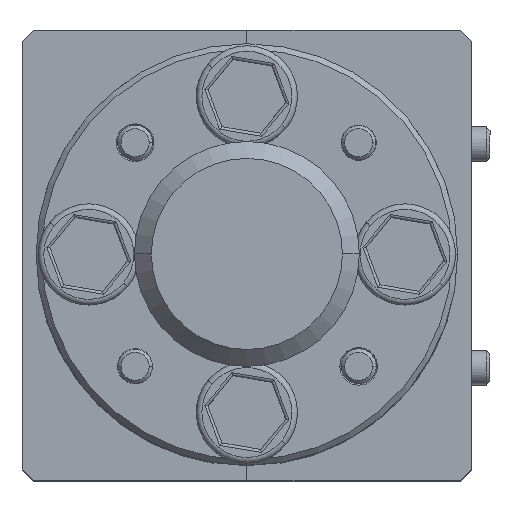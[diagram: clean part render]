
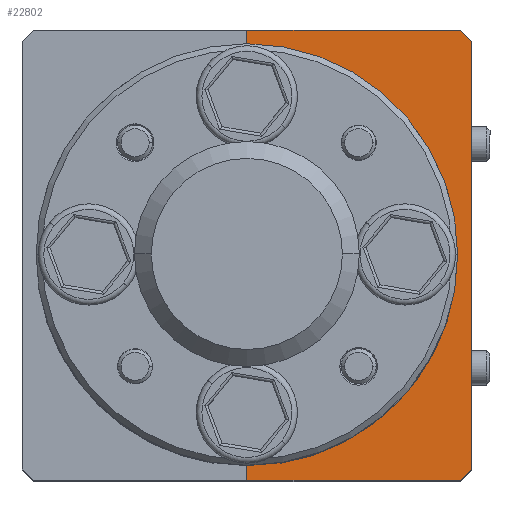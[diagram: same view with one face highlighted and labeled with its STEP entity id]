
A CAD part, top view. The second image highlights one B-rep face of the part: STEP entity #22802.
In plain terms, the highlighted planar face has unit normal (0, 0, 1).
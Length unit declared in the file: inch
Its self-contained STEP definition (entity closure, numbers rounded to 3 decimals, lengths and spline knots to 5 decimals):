
#263 = VERTEX_POINT ( 'NONE', #1066 ) ;
#298 = CARTESIAN_POINT ( 'NONE',  ( 0.04177, -0.33743, -1.45 ) ) ;
#570 = DIRECTION ( 'NONE',  ( -0.707, 0.707, 0. ) ) ;
#1066 = CARTESIAN_POINT ( 'NONE',  ( 0., -0.4, -1.45 ) ) ;
#1743 = DIRECTION ( 'NONE',  ( 0., -1., 0. ) ) ;
#2534 = CARTESIAN_POINT ( 'NONE',  ( 0.4, -0.38, -1.45 ) ) ;
#2797 = CARTESIAN_POINT ( 'NONE',  ( 0.38, -0.4, -1.45 ) ) ;
#3041 = EDGE_CURVE ( 'NONE', #5055, #23287, #23720, .T. ) ;
#3547 = AXIS2_PLACEMENT_3D ( 'NONE', #25507, #25313, #27709 ) ;
#3879 = CARTESIAN_POINT ( 'NONE',  ( 0.04177, 0.33742, -1.45 ) ) ;
#4198 = CARTESIAN_POINT ( 'NONE',  ( 0.4, -0.4, -1.45 ) ) ;
#4252 = CIRCLE ( 'NONE', #3547, 0.07 ) ;
#4345 = ORIENTED_EDGE ( 'NONE', *, *, #5252, .F. ) ;
#4377 = CARTESIAN_POINT ( 'NONE',  ( 0., 0.4, -1.45 ) ) ;
#4843 = EDGE_CURVE ( 'NONE', #7234, #5977, #21722, .T. ) ;
#4931 = ORIENTED_EDGE ( 'NONE', *, *, #16981, .F. ) ;
#5055 = VERTEX_POINT ( 'NONE', #2534 ) ;
#5252 = EDGE_CURVE ( 'NONE', #10210, #28230, #10493, .T. ) ;
#5641 = CARTESIAN_POINT ( 'NONE',  ( 0.49, 0.29, -1.45 ) ) ;
#5966 = CARTESIAN_POINT ( 'NONE',  ( 0., 0.35125, -1.45 ) ) ;
#5977 = VERTEX_POINT ( 'NONE', #8681 ) ;
#6337 = VERTEX_POINT ( 'NONE', #18357 ) ;
#6662 = LINE ( 'NONE', #4377, #8889 ) ;
#6683 = LINE ( 'NONE', #29623, #17539 ) ;
#6686 = DIRECTION ( 'NONE',  ( 0., 0., 1. ) ) ;
#6855 = DIRECTION ( 'NONE',  ( 0., 0., 1. ) ) ;
#7017 = EDGE_CURVE ( 'NONE', #6337, #263, #16364, .T. ) ;
#7077 = CARTESIAN_POINT ( 'NONE',  ( 0.38, 0.4, -1.45 ) ) ;
#7234 = VERTEX_POINT ( 'NONE', #7077 ) ;
#7344 = ORIENTED_EDGE ( 'NONE', *, *, #21935, .T. ) ;
#7698 = AXIS2_PLACEMENT_3D ( 'NONE', #28411, #21283, #11988 ) ;
#7752 = CARTESIAN_POINT ( 'NONE',  ( 0.4, 0.4, -1.45 ) ) ;
#8125 = ORIENTED_EDGE ( 'NONE', *, *, #15557, .F. ) ;
#8436 = CIRCLE ( 'NONE', #30749, 0.07 ) ;
#8570 = VERTEX_POINT ( 'NONE', #5966 ) ;
#8681 = CARTESIAN_POINT ( 'NONE',  ( 0., 0.4, -1.45 ) ) ;
#8698 = PLANE ( 'NONE',  #20491 ) ;
#8785 = VECTOR ( 'NONE', #20991, 39.37008 ) ;
#8889 = VECTOR ( 'NONE', #1743, 39.37008 ) ;
#8922 = CARTESIAN_POINT ( 'NONE',  ( 0., 0., -1.45 ) ) ;
#8992 = CARTESIAN_POINT ( 'NONE',  ( 0.2, 0., -1.45 ) ) ;
#10150 = DIRECTION ( 'NONE',  ( 0., -1., 0. ) ) ;
#10210 = VERTEX_POINT ( 'NONE', #18053 ) ;
#10247 = VECTOR ( 'NONE', #17502, 39.37008 ) ;
#10294 = CARTESIAN_POINT ( 'NONE',  ( 0.33742, -0.04177, -1.45 ) ) ;
#10477 = VERTEX_POINT ( 'NONE', #2797 ) ;
#10493 = CIRCLE ( 'NONE', #14543, 0.34 ) ;
#11467 = FACE_OUTER_BOUND ( 'NONE', #27952, .T. ) ;
#11988 = DIRECTION ( 'NONE',  ( 0., -1., 0. ) ) ;
#12189 = CARTESIAN_POINT ( 'NONE',  ( 0.28125, 0., -1.45 ) ) ;
#13168 = CARTESIAN_POINT ( 'NONE',  ( 0., 0., -1.45 ) ) ;
#13916 = DIRECTION ( 'NONE',  ( 0., -1., 0. ) ) ;
#14537 = CARTESIAN_POINT ( 'NONE',  ( 0., 0.4, -1.45 ) ) ;
#14543 = AXIS2_PLACEMENT_3D ( 'NONE', #13168, #6686, #15767 ) ;
#15337 = DIRECTION ( 'NONE',  ( 0.707, 0.707, 0. ) ) ;
#15557 = EDGE_CURVE ( 'NONE', #6337, #16727, #17798, .T. ) ;
#15646 = EDGE_CURVE ( 'NONE', #24112, #10210, #8436, .T. ) ;
#15767 = DIRECTION ( 'NONE',  ( 0., -1., 0. ) ) ;
#15899 = DIRECTION ( 'NONE',  ( 0., -1., 0. ) ) ;
#16364 = LINE ( 'NONE', #14537, #17481 ) ;
#16727 = VERTEX_POINT ( 'NONE', #298 ) ;
#16981 = EDGE_CURVE ( 'NONE', #28230, #8570, #4252, .T. ) ;
#17305 = LINE ( 'NONE', #5641, #19532 ) ;
#17347 = EDGE_CURVE ( 'NONE', #23287, #7234, #17305, .T. ) ;
#17481 = VECTOR ( 'NONE', #10150, 39.37008 ) ;
#17502 = DIRECTION ( 'NONE',  ( 0., 1., 0. ) ) ;
#17539 = VECTOR ( 'NONE', #15337, 39.37008 ) ;
#17798 = CIRCLE ( 'NONE', #7698, 0.07 ) ;
#18053 = CARTESIAN_POINT ( 'NONE',  ( 0.33743, 0.04177, -1.45 ) ) ;
#18357 = CARTESIAN_POINT ( 'NONE',  ( 0., -0.35125, -1.45 ) ) ;
#18463 = ORIENTED_EDGE ( 'NONE', *, *, #4843, .T. ) ;
#19304 = ORIENTED_EDGE ( 'NONE', *, *, #3041, .T. ) ;
#19532 = VECTOR ( 'NONE', #570, 39.37008 ) ;
#19603 = EDGE_CURVE ( 'NONE', #16727, #24112, #20113, .T. ) ;
#20113 = CIRCLE ( 'NONE', #22810, 0.34 ) ;
#20491 = AXIS2_PLACEMENT_3D ( 'NONE', #8992, #28145, #15899 ) ;
#20742 = LINE ( 'NONE', #4198, #8785 ) ;
#20991 = DIRECTION ( 'NONE',  ( 1., 0., 0. ) ) ;
#21283 = DIRECTION ( 'NONE',  ( 0., 0., 1. ) ) ;
#21473 = EDGE_CURVE ( 'NONE', #263, #10477, #20742, .T. ) ;
#21722 = LINE ( 'NONE', #7752, #24364 ) ;
#21935 = EDGE_CURVE ( 'NONE', #5977, #8570, #6662, .T. ) ;
#22802 = ADVANCED_FACE ( 'NONE', ( #11467 ), #8698, .T. ) ;
#22810 = AXIS2_PLACEMENT_3D ( 'NONE', #8922, #6855, #13916 ) ;
#23114 = CARTESIAN_POINT ( 'NONE',  ( 0.4, 0.38, -1.45 ) ) ;
#23287 = VERTEX_POINT ( 'NONE', #23114 ) ;
#23720 = LINE ( 'NONE', #29462, #10247 ) ;
#24112 = VERTEX_POINT ( 'NONE', #10294 ) ;
#24334 = DIRECTION ( 'NONE',  ( 0., -1., 0. ) ) ;
#24364 = VECTOR ( 'NONE', #29106, 39.37008 ) ;
#25313 = DIRECTION ( 'NONE',  ( 0., 0., 1. ) ) ;
#25507 = CARTESIAN_POINT ( 'NONE',  ( 0., 0.28125, -1.45 ) ) ;
#26312 = ORIENTED_EDGE ( 'NONE', *, *, #21473, .T. ) ;
#26589 = ORIENTED_EDGE ( 'NONE', *, *, #28158, .T. ) ;
#27709 = DIRECTION ( 'NONE',  ( 0., -1., 0. ) ) ;
#27952 = EDGE_LOOP ( 'NONE', ( #8125, #29414, #26312, #26589, #19304, #29009, #18463, #7344, #4931, #4345, #29177, #30589 ) ) ;
#28145 = DIRECTION ( 'NONE',  ( 0., 0., 1. ) ) ;
#28158 = EDGE_CURVE ( 'NONE', #10477, #5055, #6683, .T. ) ;
#28230 = VERTEX_POINT ( 'NONE', #3879 ) ;
#28411 = CARTESIAN_POINT ( 'NONE',  ( 0., -0.28125, -1.45 ) ) ;
#28842 = DIRECTION ( 'NONE',  ( 0., 0., 1. ) ) ;
#29009 = ORIENTED_EDGE ( 'NONE', *, *, #17347, .T. ) ;
#29106 = DIRECTION ( 'NONE',  ( -1., 0., 0. ) ) ;
#29177 = ORIENTED_EDGE ( 'NONE', *, *, #15646, .F. ) ;
#29414 = ORIENTED_EDGE ( 'NONE', *, *, #7017, .T. ) ;
#29462 = CARTESIAN_POINT ( 'NONE',  ( 0.4, 0.4, -1.45 ) ) ;
#29623 = CARTESIAN_POINT ( 'NONE',  ( 0.49, -0.29, -1.45 ) ) ;
#30589 = ORIENTED_EDGE ( 'NONE', *, *, #19603, .F. ) ;
#30749 = AXIS2_PLACEMENT_3D ( 'NONE', #12189, #28842, #24334 ) ;
